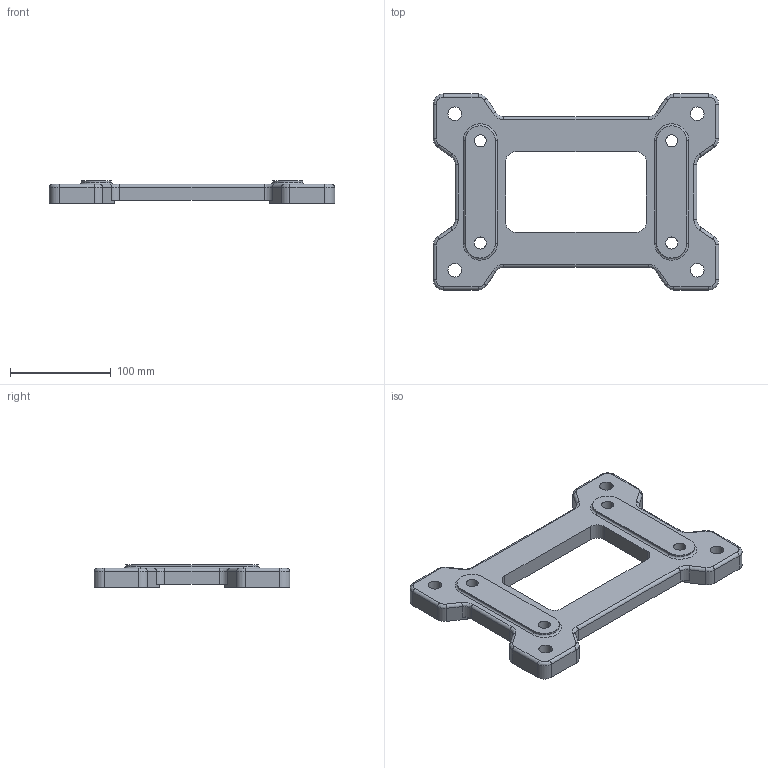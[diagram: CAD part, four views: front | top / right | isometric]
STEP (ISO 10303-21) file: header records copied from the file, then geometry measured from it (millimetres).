
FILE_DESCRIPTION (( 'STEP AP214' ), '1' );
FILE_NAME ('WG-325-BASE.STEP', '2018-08-22T20:07:01', ( '' ), ( '' ), 'SwSTEP 2.0', 'SolidWorks 2017', '' );
FILE_SCHEMA (( 'AUTOMOTIVE_DESIGN' ));
Length unit declared in the file: inch
Products named in the file (1): WG-325-BASE
Bounding box: 284 x 195 x 22.4 mm (x, y, z)
Volume: 571401.8 mm3; surface area: 97531.7 mm2
Topology: 1 solids, 1 shells, 164 faces, 412 edges, 256 vertices
Faces by surface type: cylinder 88, plane 48, bspline 28
Entity records: 6108 total; most frequent: CARTESIAN_POINT 2165, ORIENTED_EDGE 824, DIRECTION 818, EDGE_CURVE 412, AXIS2_PLACEMENT_3D 305, VERTEX_POINT 256, LINE 208, VECTOR 208
